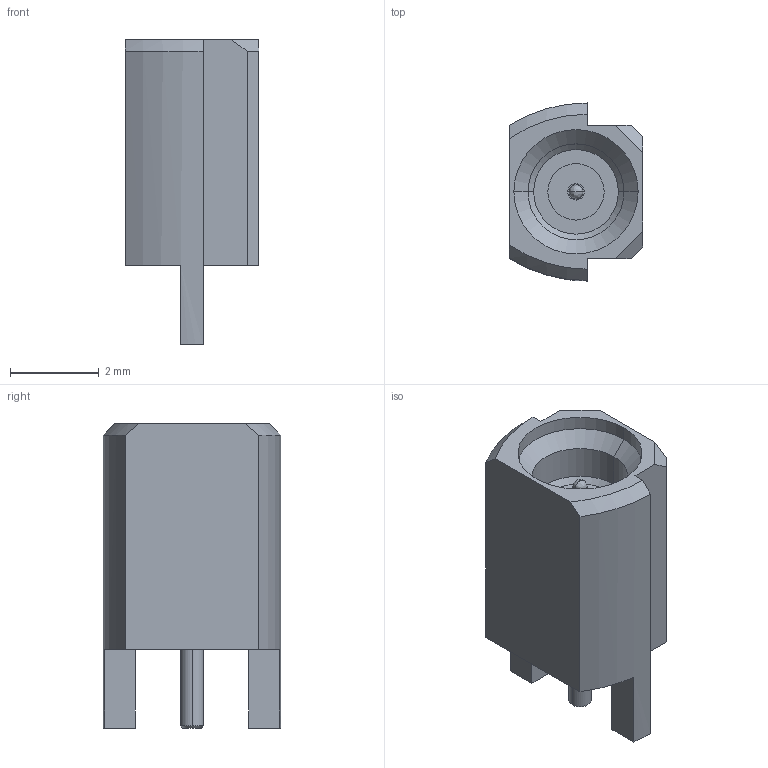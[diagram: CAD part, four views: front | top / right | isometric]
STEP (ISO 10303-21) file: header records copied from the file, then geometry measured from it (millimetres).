
FILE_DESCRIPTION (( 'STEP AP203' ), '1' );
FILE_NAME ('PE44490.step', '2018-08-31T17:12:25', ( '' ), ( '' ), 'SwSTEP 2.0', 'SolidWorks 2017', '' );
FILE_SCHEMA (( 'CONFIG_CONTROL_DESIGN' ));
Length unit declared in the file: inch
Products named in the file (1): PE44490
Bounding box: 3 x 4 x 6.86 mm (x, y, z)
Volume: 46 mm3; surface area: 110.6 mm2
Topology: 1 solids, 1 shells, 55 faces, 128 edges, 81 vertices
Faces by surface type: plane 25, cylinder 20, cone 8, bspline 2
Entity records: 1661 total; most frequent: CARTESIAN_POINT 299, DIRECTION 282, ORIENTED_EDGE 252, EDGE_CURVE 126, AXIS2_PLACEMENT_3D 104, VERTEX_POINT 81, VECTOR 74, LINE 74
